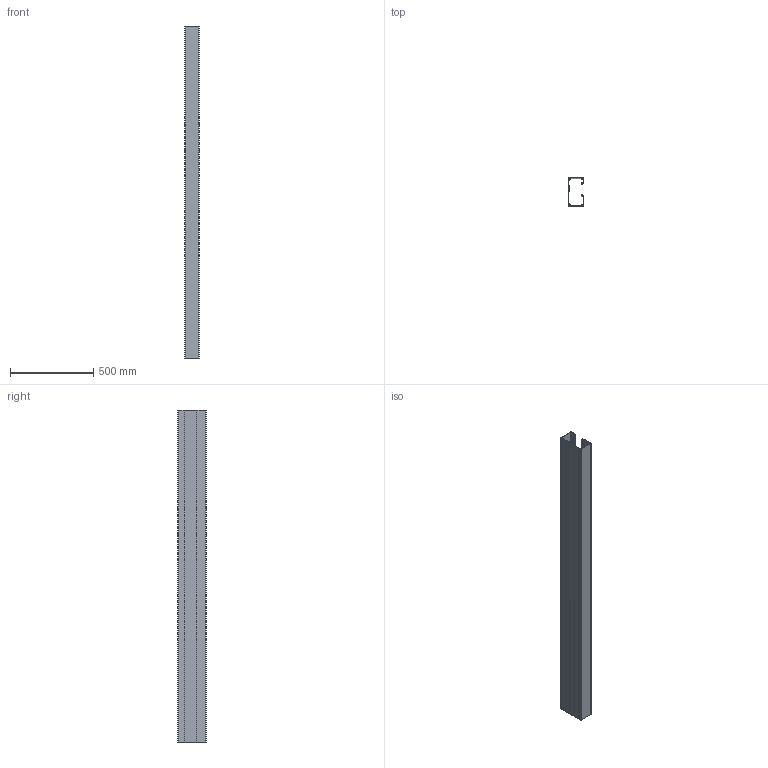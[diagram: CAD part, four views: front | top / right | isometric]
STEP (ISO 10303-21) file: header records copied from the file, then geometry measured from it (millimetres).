
FILE_DESCRIPTION (( 'STEP AP214' ), '1' );
FILE_NAME ('6279500.stp', '2023-02-17T08:05:58', ( '' ), ( '' ), 'SwSTEP 2.0', 'SolidWorks 2022', '' );
FILE_SCHEMA (( 'AUTOMOTIVE_DESIGN' ));
Length unit declared in the file: millimetre
Products named in the file (1): 6279500
Bounding box: 90 x 170 x 2000 mm (x, y, z)
Volume: 2107631.3 mm3; surface area: 2108788.1 mm2
Topology: 1 solids, 1 shells, 192 faces, 570 edges, 380 vertices
Faces by surface type: cylinder 100, plane 92
Entity records: 6528 total; most frequent: DIRECTION 1156, CARTESIAN_POINT 1143, ORIENTED_EDGE 1140, EDGE_CURVE 570, AXIS2_PLACEMENT_3D 393, VERTEX_POINT 380, LINE 370, VECTOR 370
